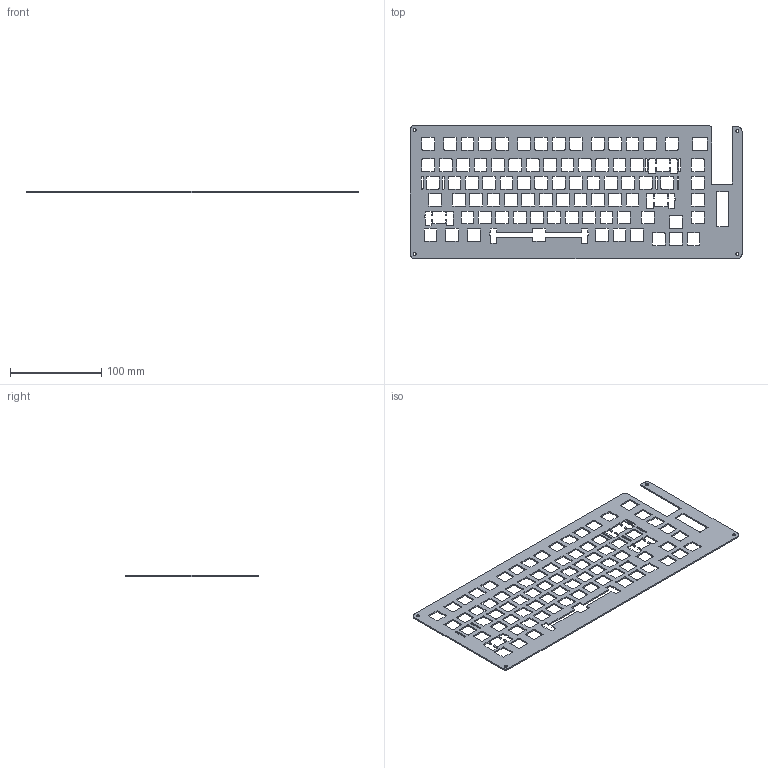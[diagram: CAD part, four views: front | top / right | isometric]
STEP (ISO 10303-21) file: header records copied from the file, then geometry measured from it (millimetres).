
FILE_DESCRIPTION(/* description */ (''),/* implementation_level */ '2;1');
FILE_NAME(/* name */ 'Plate.step',/* time_stamp */ '2025-06-19T21:44:24+05:00',/* author */ (''),/* organization */ (''),/* preprocessor_version */ 'ST-DEVELOPER v20.1',/* originating_system */ 'Autodesk Translation Framework v14.10.0.0',/* authorisation */ '');
FILE_SCHEMA (('AUTOMOTIVE_DESIGN { 1 0 10303 214 3 1 1 }'));
Length unit declared in the file: millimetre
Products named in the file (1): kbplate
Bounding box: 363.89 x 146.05 x 1.5 mm (x, y, z)
Volume: 50041.4 mm3; surface area: 76510.1 mm2
Topology: 1 solids, 1 shells, 877 faces, 2625 edges, 1750 vertices
Faces by surface type: plane 476, cylinder 401
Full cylindrical faces by diameter (mm): 3.4 x4
Entity records: 30110 total; most frequent: CARTESIAN_POINT 5253, ORIENTED_EDGE 5250, DIRECTION 5183, EDGE_CURVE 2625, LINE 1823, VECTOR 1823, VERTEX_POINT 1750, AXIS2_PLACEMENT_3D 1680
